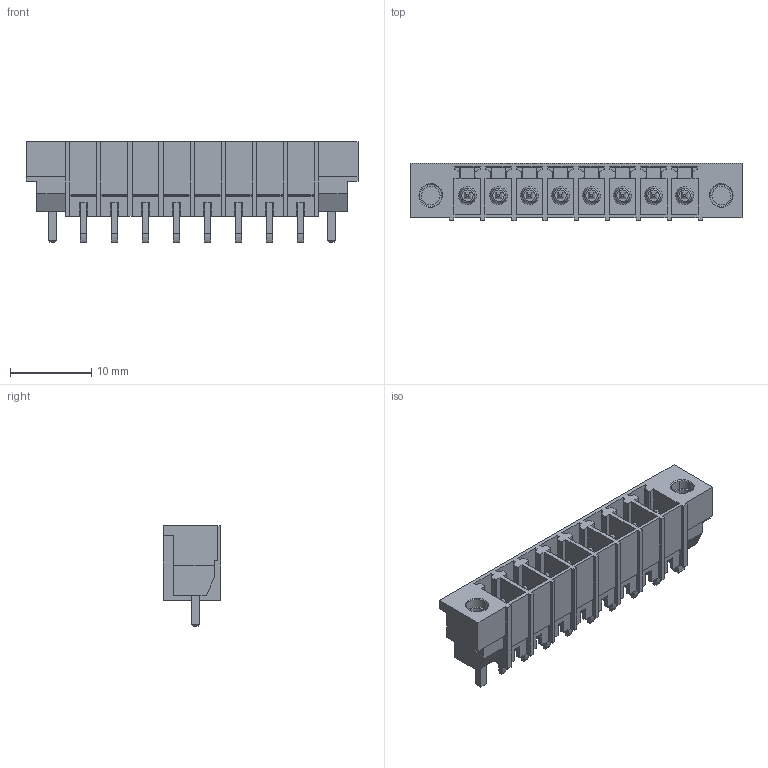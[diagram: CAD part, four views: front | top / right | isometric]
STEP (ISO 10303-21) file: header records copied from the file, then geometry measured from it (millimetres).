
FILE_DESCRIPTION(('CATIA V5 STEP Exchange','CAx-IF Rec.Pracs.--- Model Styling and Organization---1.2---2011-12-15'),'2;1');
FILE_NAME ('D1457709_0', '2018-10-12T09:55:52+00:00', ('none'), ('Weidmueller'), 'CATIA Version 5-6 Release 2014', 'CATIA V5 STEP AP214', 'none');
FILE_SCHEMA(('AUTOMOTIVE_DESIGN { 1 0 10303 214 1 1 1 1 }'));
Length unit declared in the file: millimetre
Products named in the file (1): 1863640000
Bounding box: 40.77 x 7.07 x 12.4 mm (x, y, z)
Volume: 1162.4 mm3; surface area: 3301.9 mm2
Topology: 11 solids, 11 shells, 600 faces, 1682 edges, 1132 vertices
Faces by surface type: plane 478, cylinder 86, cone 20, torus 16
Entity records: 17661 total; most frequent: ORIENTED_EDGE 3364, CARTESIAN_POINT 3243, DIRECTION 2302, EDGE_CURVE 1682, VECTOR 1438, LINE 1438, VERTEX_POINT 1132, EDGE_LOOP 644
